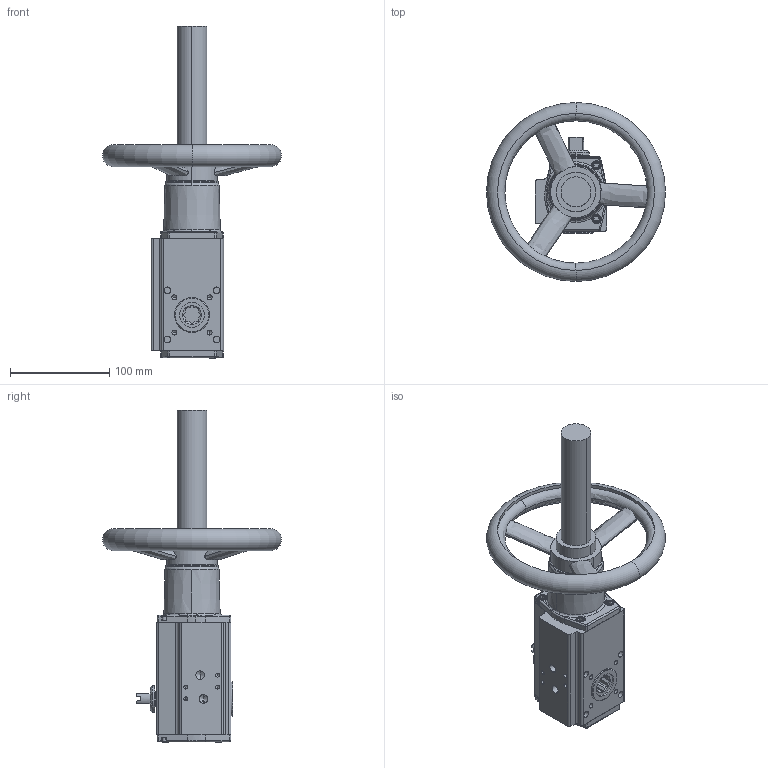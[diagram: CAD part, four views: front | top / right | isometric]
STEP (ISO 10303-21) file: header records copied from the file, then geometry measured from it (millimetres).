
FILE_DESCRIPTION (( 'STEP AP203' ), '1' );
FILE_NAME ('011949.STEP', '2018-04-16T08:37:11', ( '' ), ( '' ), 'SwSTEP 2.0', 'SolidWorks 2018', '' );
FILE_SCHEMA (( 'CONFIG_CONTROL_DESIGN' ));
Length unit declared in the file: millimetre
Products named in the file (1): 011949
Bounding box: 180 x 180 x 333.9 mm (x, y, z)
Volume: 1037670.9 mm3; surface area: 120178.5 mm2
Topology: 1 solids, 9 shells, 514 faces, 1358 edges, 865 vertices
Faces by surface type: plane 191, cylinder 177, cone 89, torus 39, bspline 18
Entity records: 21445 total; most frequent: CARTESIAN_POINT 8896, ORIENTED_EDGE 2648, DIRECTION 2546, EDGE_CURVE 1324, AXIS2_PLACEMENT_3D 990, VERTEX_POINT 865, EDGE_LOOP 585, VECTOR 566
